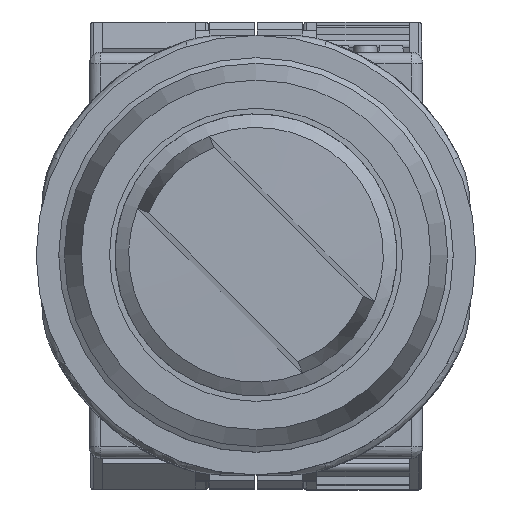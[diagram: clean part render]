
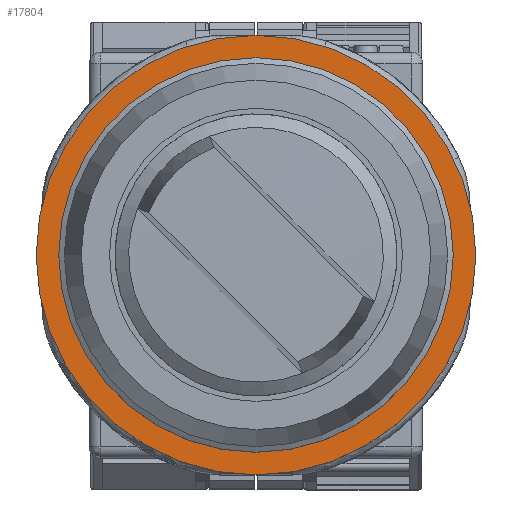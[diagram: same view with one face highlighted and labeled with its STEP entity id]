
A CAD part, top view. The second image highlights one B-rep face of the part: STEP entity #17804.
In plain terms, the highlighted planar face has unit normal (0, 0, 1).
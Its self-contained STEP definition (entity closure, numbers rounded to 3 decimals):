
#359 = DIRECTION ( 'NONE',  ( 0., 0., 1. ) ) ;
#3544 = CARTESIAN_POINT ( 'NONE',  ( 0., 0., 1.5 ) ) ;
#5219 = CARTESIAN_POINT ( 'NONE',  ( -19.734, -19.734, 1.5 ) ) ;
#5589 = AXIS2_PLACEMENT_3D ( 'NONE', #5219, #14187, #23165 ) ;
#5627 = AXIS2_PLACEMENT_3D ( 'NONE', #20516, #359, #9339 ) ;
#7430 = FACE_BOUND ( 'NONE', #21282, .T. ) ;
#7436 = CARTESIAN_POINT ( 'NONE',  ( -19.5, 0., 1.5 ) ) ;
#7724 = CARTESIAN_POINT ( 'NONE',  ( -14.75, 0., 1.5 ) ) ;
#9339 = DIRECTION ( 'NONE',  ( -1., 0., 0. ) ) ;
#11565 = EDGE_LOOP ( 'NONE', ( #15878 ) ) ;
#12513 = DIRECTION ( 'NONE',  ( 0., 0., 1. ) ) ;
#12818 = ORIENTED_EDGE ( 'NONE', *, *, #18779, .F. ) ;
#12972 = AXIS2_PLACEMENT_3D ( 'NONE', #3544, #12513, #21494 ) ;
#13569 = EDGE_CURVE ( 'NONE', #27589, #27589, #25683, .T. ) ;
#14187 = DIRECTION ( 'NONE',  ( 0., 0., 1. ) ) ;
#15878 = ORIENTED_EDGE ( 'NONE', *, *, #13569, .T. ) ;
#16391 = FACE_OUTER_BOUND ( 'NONE', #11565, .T. ) ;
#17804 = ADVANCED_FACE ( 'NONE', ( #7430, #16391 ), #25378, .T. ) ;
#18308 = CIRCLE ( 'NONE', #5627, 14.75 ) ;
#18779 = EDGE_CURVE ( 'NONE', #27886, #27886, #18308, .T. ) ;
#20516 = CARTESIAN_POINT ( 'NONE',  ( 0., 0., 1.5 ) ) ;
#21282 = EDGE_LOOP ( 'NONE', ( #12818 ) ) ;
#21494 = DIRECTION ( 'NONE',  ( -1., 0., 0. ) ) ;
#23165 = DIRECTION ( 'NONE',  ( 1., 0., 0. ) ) ;
#25378 = PLANE ( 'NONE',  #5589 ) ;
#25683 = CIRCLE ( 'NONE', #12972, 19.5 ) ;
#27589 = VERTEX_POINT ( 'NONE', #7436 ) ;
#27886 = VERTEX_POINT ( 'NONE', #7724 ) ;
